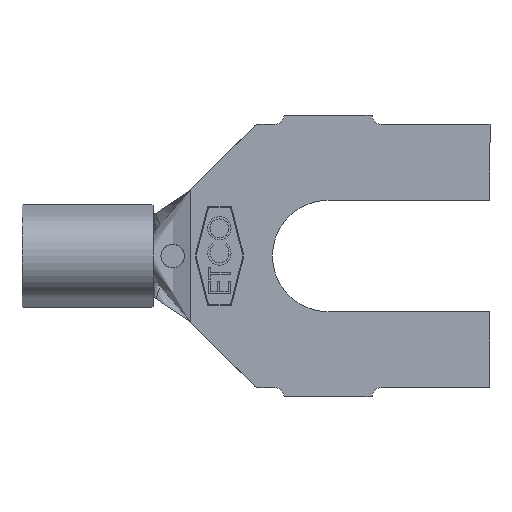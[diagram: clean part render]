
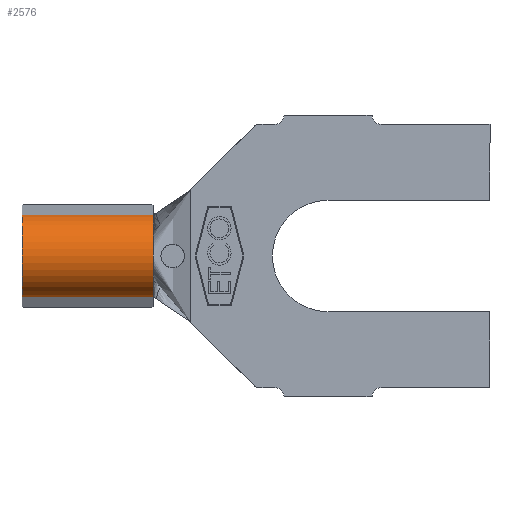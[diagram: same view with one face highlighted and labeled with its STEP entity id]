
A CAD part, front view. The second image highlights one B-rep face of the part: STEP entity #2576.
In plain terms, the highlighted cylindrical face has radius 1.143 mm (diameter 2.286 mm), a partial arc.
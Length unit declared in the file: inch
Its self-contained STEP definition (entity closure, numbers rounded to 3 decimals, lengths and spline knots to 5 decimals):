
#165 = VECTOR ( 'NONE', #4129, 39.37008 ) ;
#239 = LINE ( 'NONE', #2183, #165 ) ;
#264 = CARTESIAN_POINT ( 'NONE',  ( -0.327, 0.03381, -0.04359 ) ) ;
#449 = EDGE_CURVE ( 'NONE', #3120, #3927, #3036, .T. ) ;
#489 = VERTEX_POINT ( 'NONE', #1453 ) ;
#683 = DIRECTION ( 'NONE',  ( 0., 0., -1. ) ) ;
#916 = CARTESIAN_POINT ( 'NONE',  ( -0.187, 0.045, 0. ) ) ;
#1215 = DIRECTION ( 'NONE',  ( 0., 0., -1. ) ) ;
#1271 = DIRECTION ( 'NONE',  ( 1., 0., 0. ) ) ;
#1444 = EDGE_LOOP ( 'NONE', ( #3136, #3966, #2854, #5261 ) ) ;
#1453 = CARTESIAN_POINT ( 'NONE',  ( -0.327, 0.03381, 0.04359 ) ) ;
#1692 = CYLINDRICAL_SURFACE ( 'NONE', #5270, 0.045 ) ;
#2183 = CARTESIAN_POINT ( 'NONE',  ( -0.327, 0.03381, 0.04359 ) ) ;
#2288 = EDGE_CURVE ( 'NONE', #489, #3120, #239, .T. ) ;
#2491 = CARTESIAN_POINT ( 'NONE',  ( -0.187, 0.03381, -0.04359 ) ) ;
#2520 = CIRCLE ( 'NONE', #6080, 0.045 ) ;
#2576 = ADVANCED_FACE ( 'NONE', ( #6057 ), #1692, .T. ) ;
#2854 = ORIENTED_EDGE ( 'NONE', *, *, #3300, .T. ) ;
#2863 = DIRECTION ( 'NONE',  ( 1., 0., 0. ) ) ;
#3036 = CIRCLE ( 'NONE', #5787, 0.045 ) ;
#3106 = CARTESIAN_POINT ( 'NONE',  ( -0.327, 0.045, 0. ) ) ;
#3120 = VERTEX_POINT ( 'NONE', #4324 ) ;
#3136 = ORIENTED_EDGE ( 'NONE', *, *, #449, .F. ) ;
#3300 = EDGE_CURVE ( 'NONE', #489, #5959, #2520, .T. ) ;
#3354 = VECTOR ( 'NONE', #1271, 39.37008 ) ;
#3642 = CARTESIAN_POINT ( 'NONE',  ( -0.327, 0.045, 0. ) ) ;
#3695 = LINE ( 'NONE', #5637, #3354 ) ;
#3927 = VERTEX_POINT ( 'NONE', #2491 ) ;
#3966 = ORIENTED_EDGE ( 'NONE', *, *, #2288, .F. ) ;
#4129 = DIRECTION ( 'NONE',  ( 1., 0., 0. ) ) ;
#4324 = CARTESIAN_POINT ( 'NONE',  ( -0.187, 0.03381, 0.04359 ) ) ;
#4704 = EDGE_CURVE ( 'NONE', #5959, #3927, #3695, .T. ) ;
#4807 = DIRECTION ( 'NONE',  ( 0., 0., -1. ) ) ;
#5053 = DIRECTION ( 'NONE',  ( 1., 0., 0. ) ) ;
#5261 = ORIENTED_EDGE ( 'NONE', *, *, #4704, .T. ) ;
#5270 = AXIS2_PLACEMENT_3D ( 'NONE', #3642, #5585, #1215 ) ;
#5585 = DIRECTION ( 'NONE',  ( 1., 0., 0. ) ) ;
#5637 = CARTESIAN_POINT ( 'NONE',  ( -0.327, 0.03381, -0.04359 ) ) ;
#5787 = AXIS2_PLACEMENT_3D ( 'NONE', #916, #2863, #4807 ) ;
#5959 = VERTEX_POINT ( 'NONE', #264 ) ;
#6057 = FACE_OUTER_BOUND ( 'NONE', #1444, .T. ) ;
#6080 = AXIS2_PLACEMENT_3D ( 'NONE', #3106, #5053, #683 ) ;
